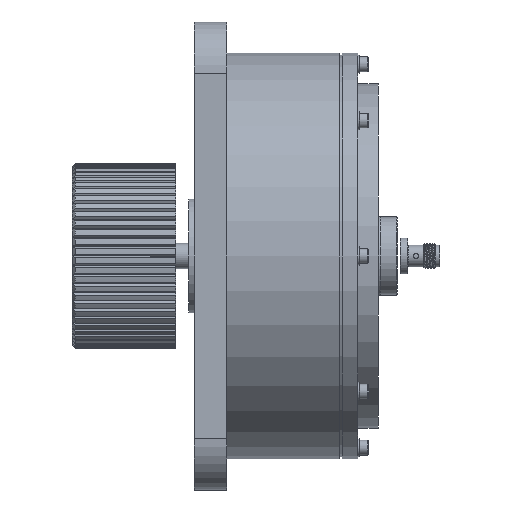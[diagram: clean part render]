
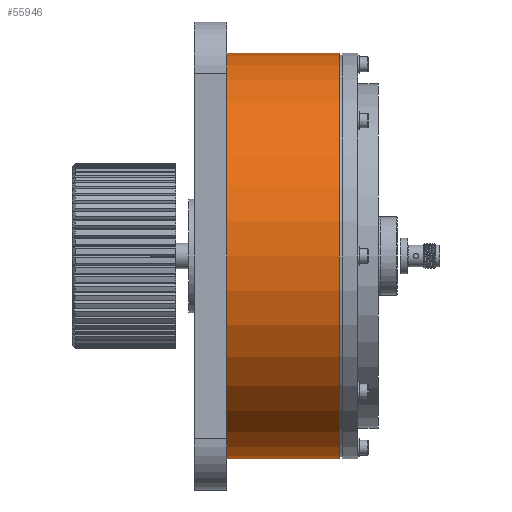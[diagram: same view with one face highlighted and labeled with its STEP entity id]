
A CAD part, front view. The second image highlights one B-rep face of the part: STEP entity #55946.
In plain terms, the highlighted cylindrical face has radius 49.784 mm (diameter 99.568 mm), a full revolution.
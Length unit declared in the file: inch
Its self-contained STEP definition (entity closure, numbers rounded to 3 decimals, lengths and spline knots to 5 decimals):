
#354 = CARTESIAN_POINT ( 'NONE',  ( 1.18394, 1.953, -0.16556 ) ) ;
#880 = CIRCLE ( 'NONE', #4031, 1.96 ) ;
#984 = VERTEX_POINT ( 'NONE', #21579 ) ;
#1624 = AXIS2_PLACEMENT_3D ( 'NONE', #41066, #35440, #41916 ) ;
#3658 = CARTESIAN_POINT ( 'NONE',  ( 1.07467, 1.95922, 0.05633 ) ) ;
#4031 = AXIS2_PLACEMENT_3D ( 'NONE', #10981, #60704, #56109 ) ;
#4311 = CARTESIAN_POINT ( 'NONE',  ( 1.18394, 1.953, 0.16556 ) ) ;
#4525 = CARTESIAN_POINT ( 'NONE',  ( 1.19482, 1.95271, -0.16887 ) ) ;
#4744 = CARTESIAN_POINT ( 'NONE',  ( 1.40572, 1.95922, -0.05642 ) ) ;
#4951 = CARTESIAN_POINT ( 'NONE',  ( 1.37889, 1.95713, -0.1065 ) ) ;
#5167 = CARTESIAN_POINT ( 'NONE',  ( 1.0713, 1.95951, -0.04524 ) ) ;
#8646 = CARTESIAN_POINT ( 'NONE',  ( 1.06573, 1.96, 0.01148 ) ) ;
#9305 = CARTESIAN_POINT ( 'NONE',  ( 1.26286, 1.95232, -0.17339 ) ) ;
#9518 = CARTESIAN_POINT ( 'NONE',  ( 1.32754, 1.95415, -0.1515 ) ) ;
#9937 = CARTESIAN_POINT ( 'NONE',  ( 1.25153, 1.95222, -0.17449 ) ) ;
#10145 = CARTESIAN_POINT ( 'NONE',  ( 1.39694, 1.95849, -0.07753 ) ) ;
#10981 = CARTESIAN_POINT ( 'NONE',  ( 0.49021, 0., 0. ) ) ;
#12938 = CIRCLE ( 'NONE', #20825, 1.96 ) ;
#13451 = CARTESIAN_POINT ( 'NONE',  ( 1.10877, 1.95662, 0.11532 ) ) ;
#14084 = CARTESIAN_POINT ( 'NONE',  ( 1.24021, 1.95222, 0.17449 ) ) ;
#14299 = CARTESIAN_POINT ( 'NONE',  ( 1.40917, 1.95951, 0.04503 ) ) ;
#14508 = CARTESIAN_POINT ( 'NONE',  ( 1.24021, 1.95222, 0.17449 ) ) ;
#14727 = CARTESIAN_POINT ( 'NONE',  ( 1.31767, 1.95373, 0.15676 ) ) ;
#14929 = CARTESIAN_POINT ( 'NONE',  ( 1.37173, 1.95663, 0.11523 ) ) ;
#15029 = ORIENTED_EDGE ( 'NONE', *, *, #28668, .F. ) ;
#15143 = CARTESIAN_POINT ( 'NONE',  ( 1.0888, 1.95807, -0.08746 ) ) ;
#15613 = EDGE_LOOP ( 'NONE', ( #35729 ) ) ;
#18661 = CARTESIAN_POINT ( 'NONE',  ( 1.21733, 1.95232, 0.17336 ) ) ;
#19095 = CARTESIAN_POINT ( 'NONE',  ( 1.19503, 1.95271, 0.16892 ) ) ;
#19317 = CARTESIAN_POINT ( 'NONE',  ( 1.39158, 1.95807, -0.08754 ) ) ;
#19540 = CARTESIAN_POINT ( 'NONE',  ( 1.21719, 1.95232, -0.17334 ) ) ;
#19674 = CARTESIAN_POINT ( 'NONE',  ( 0.49021, 0., 1.96 ) ) ;
#19749 = CARTESIAN_POINT ( 'NONE',  ( 1.39173, 1.95808, 0.08728 ) ) ;
#19955 = CARTESIAN_POINT ( 'NONE',  ( 1.26315, 1.95232, 0.17336 ) ) ;
#20158 = CARTESIAN_POINT ( 'NONE',  ( 1.37909, 1.95714, 0.10625 ) ) ;
#20825 = AXIS2_PLACEMENT_3D ( 'NONE', #62282, #42113, #57057 ) ;
#21579 = CARTESIAN_POINT ( 'NONE',  ( 1.24021, 1.95222, 0.17449 ) ) ;
#23238 = CARTESIAN_POINT ( 'NONE',  ( 1.16281, 1.95372, 0.1568 ) ) ;
#23464 = CARTESIAN_POINT ( 'NONE',  ( 1.15279, 1.95415, 0.15144 ) ) ;
#23486 = CYLINDRICAL_SURFACE ( 'NONE', #1624, 1.96 ) ;
#24303 = CARTESIAN_POINT ( 'NONE',  ( 1.28572, 1.95272, 0.16884 ) ) ;
#24516 = CARTESIAN_POINT ( 'NONE',  ( 1.34687, 1.95511, 0.13856 ) ) ;
#24729 = CARTESIAN_POINT ( 'NONE',  ( 1.40909, 1.95951, -0.04533 ) ) ;
#24943 = CARTESIAN_POINT ( 'NONE',  ( 1.40582, 1.95923, 0.05611 ) ) ;
#25157 = CARTESIAN_POINT ( 'NONE',  ( 1.10142, 1.95713, -0.10636 ) ) ;
#28463 = CARTESIAN_POINT ( 'NONE',  ( 1.08879, 1.95807, 0.08747 ) ) ;
#28668 = EDGE_CURVE ( 'NONE', #32976, #32976, #12938, .T. ) ;
#30151 = CARTESIAN_POINT ( 'NONE',  ( 1.29668, 1.95301, 0.16549 ) ) ;
#32976 = VERTEX_POINT ( 'NONE', #54779 ) ;
#33217 = CARTESIAN_POINT ( 'NONE',  ( 1.12486, 1.95561, 0.13141 ) ) ;
#33428 = CARTESIAN_POINT ( 'NONE',  ( 1.08338, 1.9585, 0.07732 ) ) ;
#34712 = CARTESIAN_POINT ( 'NONE',  ( 1.12491, 1.9556, -0.13147 ) ) ;
#35129 = CARTESIAN_POINT ( 'NONE',  ( 1.41468, 1.96, -0.01169 ) ) ;
#35440 = DIRECTION ( 'NONE',  ( -1., 0., 0. ) ) ;
#35729 = ORIENTED_EDGE ( 'NONE', *, *, #37444, .F. ) ;
#35937 = FACE_OUTER_BOUND ( 'NONE', #57068, .T. ) ;
#37444 = EDGE_CURVE ( 'NONE', #59350, #59350, #880, .T. ) ;
#38249 = CARTESIAN_POINT ( 'NONE',  ( 1.10155, 1.95713, 0.10654 ) ) ;
#38461 = CARTESIAN_POINT ( 'NONE',  ( 1.07132, 1.95951, 0.04533 ) ) ;
#39302 = CARTESIAN_POINT ( 'NONE',  ( 1.06685, 1.9599, -0.02286 ) ) ;
#39725 = CARTESIAN_POINT ( 'NONE',  ( 1.41354, 1.9599, -0.02303 ) ) ;
#39931 = CARTESIAN_POINT ( 'NONE',  ( 1.34663, 1.95509, -0.13875 ) ) ;
#41066 = CARTESIAN_POINT ( 'NONE',  ( 0., 0., 0. ) ) ;
#41916 = DIRECTION ( 'NONE',  ( 0., 0., 1. ) ) ;
#42113 = DIRECTION ( 'NONE',  ( 1., 0., 0. ) ) ;
#43378 = CARTESIAN_POINT ( 'NONE',  ( 1.06571, 1.96, -0.01129 ) ) ;
#44011 = CARTESIAN_POINT ( 'NONE',  ( 1.41358, 1.9599, 0.02272 ) ) ;
#44226 = CARTESIAN_POINT ( 'NONE',  ( 1.35542, 1.9556, -0.13154 ) ) ;
#44415 = FACE_OUTER_BOUND ( 'NONE', #15613, .T. ) ;
#44642 = CARTESIAN_POINT ( 'NONE',  ( 1.08333, 1.95851, -0.07725 ) ) ;
#44856 = CARTESIAN_POINT ( 'NONE',  ( 1.0746, 1.95922, -0.05612 ) ) ;
#49008 = CARTESIAN_POINT ( 'NONE',  ( 1.15261, 1.95416, -0.15133 ) ) ;
#49215 = CARTESIAN_POINT ( 'NONE',  ( 1.16281, 1.95372, -0.1568 ) ) ;
#49435 = CARTESIAN_POINT ( 'NONE',  ( 1.10863, 1.95663, -0.11518 ) ) ;
#49637 = CARTESIAN_POINT ( 'NONE',  ( 1.32783, 1.95416, 0.15133 ) ) ;
#49852 = CARTESIAN_POINT ( 'NONE',  ( 1.29639, 1.953, -0.16559 ) ) ;
#53610 = ORIENTED_EDGE ( 'NONE', *, *, #58639, .T. ) ;
#54424 = CARTESIAN_POINT ( 'NONE',  ( 1.3174, 1.95371, -0.1569 ) ) ;
#54641 = CARTESIAN_POINT ( 'NONE',  ( 1.13372, 1.9551, -0.1387 ) ) ;
#54779 = CARTESIAN_POINT ( 'NONE',  ( 1.57876, 0., -1.96 ) ) ;
#54851 = CARTESIAN_POINT ( 'NONE',  ( 1.35565, 1.95561, 0.13134 ) ) ;
#55946 = ADVANCED_FACE ( 'NONE', ( #57631, #44415, #35937 ), #23486, .T. ) ;
#56109 = DIRECTION ( 'NONE',  ( 0., 0., 1. ) ) ;
#56625 = B_SPLINE_CURVE_WITH_KNOTS ( 'NONE', 3,
 ( #14084, #63760, #18661, #19095, #4311, #23238, #23464, #57932, #33217, #13451, #38249, #28463, #33428, #3658, #38461, #63339, #8646, #43378, #39302, #5167, #44856, #44642, #15143, #25157, #49435, #34712, #54641, #49008, #49215, #354, #4525, #19540, #59225, #9937, #9305, #63975, #49852, #54424, #9518, #39931, #44226, #59010, #4951, #19317, #10145, #4744, #24729, #39725, #35129, #64411, #44011, #14299, #24943, #59851, #19749, #20158, #14929, #54851, #24516, #49637, #14727, #30151, #24303, #19955, #59635, #14508 ),
 .UNSPECIFIED., .T., .F.,
 ( 4, 2, 2, 2, 2, 2, 2, 2, 2, 2, 2, 2, 2, 2, 2, 2, 2, 2, 2, 2, 2, 2, 2, 2, 2, 2, 2, 2, 2, 2, 2, 2, 4 ),
 ( 0., 0.00087, 0.00173, 0.0026, 0.00347, 0.00433, 0.0052, 0.00606, 0.00693, 0.0078, 0.00866, 0.00953, 0.0104, 0.01126, 0.01213, 0.013, 0.01386, 0.01473, 0.01559, 0.01646, 0.01733, 0.01819, 0.01906, 0.01993, 0.02079, 0.02166, 0.02253, 0.02339, 0.02426, 0.02512, 0.02599, 0.02686, 0.02772 ),
 .UNSPECIFIED. ) ;
#57057 = DIRECTION ( 'NONE',  ( 0., 0., -1. ) ) ;
#57068 = EDGE_LOOP ( 'NONE', ( #15029 ) ) ;
#57631 = FACE_BOUND ( 'NONE', #63145, .T. ) ;
#57932 = CARTESIAN_POINT ( 'NONE',  ( 1.13383, 1.95509, 0.13878 ) ) ;
#58639 = EDGE_CURVE ( 'NONE', #984, #984, #56625, .T. ) ;
#59010 = CARTESIAN_POINT ( 'NONE',  ( 1.37152, 1.95661, -0.11547 ) ) ;
#59225 = CARTESIAN_POINT ( 'NONE',  ( 1.22875, 1.95222, -0.17448 ) ) ;
#59350 = VERTEX_POINT ( 'NONE', #19674 ) ;
#59635 = CARTESIAN_POINT ( 'NONE',  ( 1.25174, 1.95222, 0.17449 ) ) ;
#59851 = CARTESIAN_POINT ( 'NONE',  ( 1.39708, 1.95851, 0.07726 ) ) ;
#60704 = DIRECTION ( 'NONE',  ( -1., 0., 0. ) ) ;
#62282 = CARTESIAN_POINT ( 'NONE',  ( 1.57876, 0., 0. ) ) ;
#63145 = EDGE_LOOP ( 'NONE', ( #53610 ) ) ;
#63339 = CARTESIAN_POINT ( 'NONE',  ( 1.06684, 1.9599, 0.02281 ) ) ;
#63760 = CARTESIAN_POINT ( 'NONE',  ( 1.22867, 1.95222, 0.17449 ) ) ;
#63975 = CARTESIAN_POINT ( 'NONE',  ( 1.28537, 1.95271, -0.16893 ) ) ;
#64411 = CARTESIAN_POINT ( 'NONE',  ( 1.41471, 1.96, 0.01135 ) ) ;
